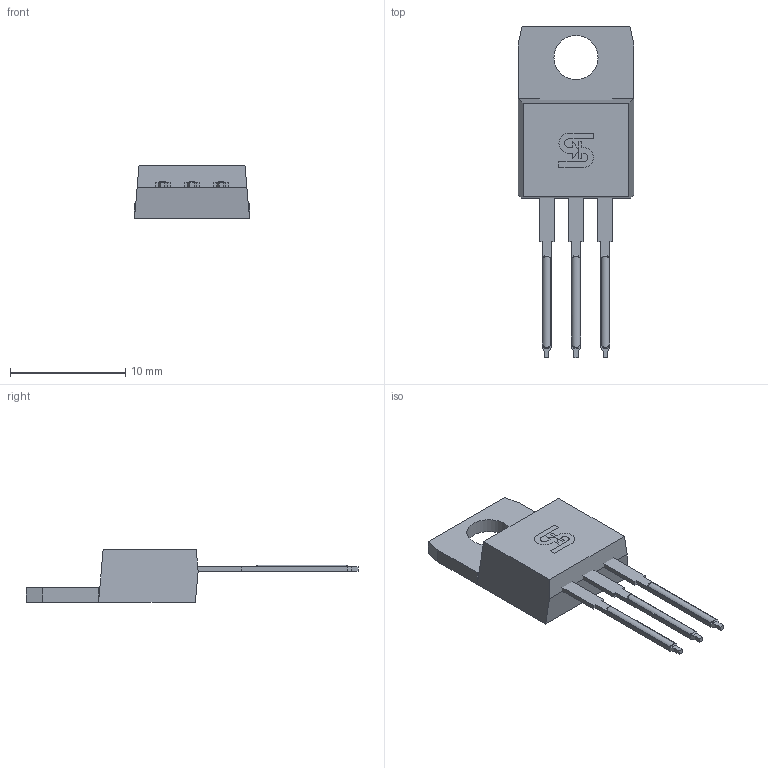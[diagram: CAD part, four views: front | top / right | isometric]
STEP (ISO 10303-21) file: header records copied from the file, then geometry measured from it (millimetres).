
FILE_DESCRIPTION(/* description */ (''),/* implementation_level */ '2;1');
FILE_NAME(/* name */ 'TO-220 Outline Structure.stp',/* time_stamp */ '2020-04-23T14:57:00+08:00',/* author */ ('he.song'),/* organization */ (''),/* preprocessor_version */ 'ST-DEVELOPER v16.13',/* originating_system */ 'Autodesk Inventor 2018',/* authorisation */ '');
FILE_SCHEMA (('AUTOMOTIVE_DESIGN { 1 0 10303 214 3 1 1 }'));
Length unit declared in the file: millimetre
Products named in the file (4): TO-220AB--MBR20100CT; TO-220 LF; TO-220  Body; 印字
Assembly tree (3 placements, depth 2):
  TO-220AB--MBR20100CT
    TO-220 LF
    TO-220  Body
    印字
Bounding box: 10 x 28.84 x 4.58 mm (x, y, z)
Volume: 449.9 mm3; surface area: 619.3 mm2
Topology: 7 solids, 7 shells, 136 faces, 347 edges, 230 vertices
Faces by surface type: plane 124, cylinder 12
Full cylindrical faces by diameter (mm): 3.835 x1
Entity records: 4235 total; most frequent: CARTESIAN_POINT 720, ORIENTED_EDGE 694, DIRECTION 682, EDGE_CURVE 346, LINE 298, VECTOR 298, VERTEX_POINT 230, AXIS2_PLACEMENT_3D 192
